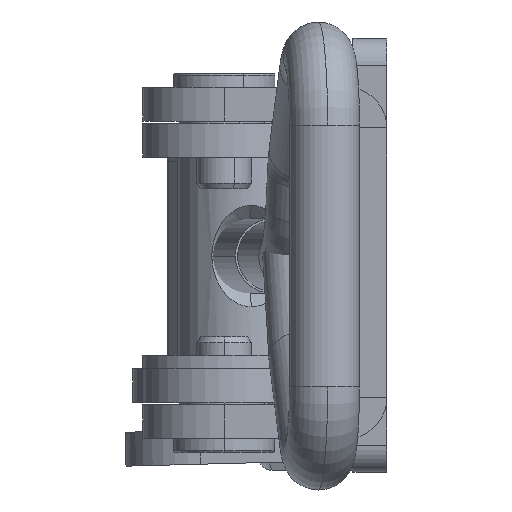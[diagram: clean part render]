
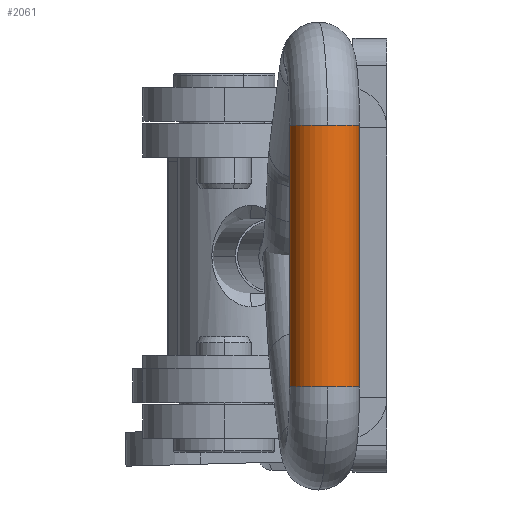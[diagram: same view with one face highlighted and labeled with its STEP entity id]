
A CAD part, left-side view. The second image highlights one B-rep face of the part: STEP entity #2061.
In plain terms, the highlighted cylindrical face has radius 2.59 mm (diameter 5.18 mm), a partial arc.
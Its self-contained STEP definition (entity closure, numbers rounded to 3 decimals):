
#191 = CIRCLE ( 'NONE', #7225, 2.59 ) ;
#243 = EDGE_CURVE ( 'NONE', #7295, #4640, #6773, .T. ) ;
#453 = DIRECTION ( 'NONE',  ( 0., 0., 1. ) ) ;
#476 = CARTESIAN_POINT ( 'NONE',  ( 9.65, 77.41, 2.59 ) ) ;
#735 = CARTESIAN_POINT ( 'NONE',  ( -9.65, 77.41, 2.59 ) ) ;
#890 = VERTEX_POINT ( 'NONE', #5498 ) ;
#911 = LINE ( 'NONE', #913, #5669 ) ;
#913 = CARTESIAN_POINT ( 'NONE',  ( 9.65, 77.41, -2.59 ) ) ;
#946 = CIRCLE ( 'NONE', #6156, 2.59 ) ;
#1009 = CARTESIAN_POINT ( 'NONE',  ( 9.65, 77.41, 0. ) ) ;
#1092 = ORIENTED_EDGE ( 'NONE', *, *, #7877, .F. ) ;
#1243 = DIRECTION ( 'NONE',  ( -1., 0., 0. ) ) ;
#1437 = ORIENTED_EDGE ( 'NONE', *, *, #3556, .F. ) ;
#1674 = AXIS2_PLACEMENT_3D ( 'NONE', #2640, #7335, #3328 ) ;
#1678 = DIRECTION ( 'NONE',  ( 0., 0., 1. ) ) ;
#1733 = VECTOR ( 'NONE', #8138, 1000. ) ;
#1883 = AXIS2_PLACEMENT_3D ( 'NONE', #3832, #4597, #453 ) ;
#2061 = ADVANCED_FACE ( 'NONE', ( #5147 ), #3167, .T. ) ;
#2130 = CARTESIAN_POINT ( 'NONE',  ( 9.65, 77.41, -2.59 ) ) ;
#2640 = CARTESIAN_POINT ( 'NONE',  ( -9.65, 77.41, 0. ) ) ;
#2755 = AXIS2_PLACEMENT_3D ( 'NONE', #5984, #1243, #4584 ) ;
#2770 = CARTESIAN_POINT ( 'NONE',  ( 9.65, 77.41, 2.59 ) ) ;
#2966 = DIRECTION ( 'NONE',  ( -1., 0., 0. ) ) ;
#3167 = CYLINDRICAL_SURFACE ( 'NONE', #1883, 2.59 ) ;
#3328 = DIRECTION ( 'NONE',  ( 0., 0., 1. ) ) ;
#3439 = DIRECTION ( 'NONE',  ( -1., 0., 0. ) ) ;
#3556 = EDGE_CURVE ( 'NONE', #4640, #890, #7191, .T. ) ;
#3741 = VERTEX_POINT ( 'NONE', #2130 ) ;
#3832 = CARTESIAN_POINT ( 'NONE',  ( 9.65, 77.41, 0. ) ) ;
#4515 = ORIENTED_EDGE ( 'NONE', *, *, #5105, .T. ) ;
#4584 = DIRECTION ( 'NONE',  ( 0., 0., 1. ) ) ;
#4597 = DIRECTION ( 'NONE',  ( -1., 0., 0. ) ) ;
#4640 = VERTEX_POINT ( 'NONE', #5684 ) ;
#5009 = EDGE_CURVE ( 'NONE', #6744, #3741, #191, .T. ) ;
#5105 = EDGE_CURVE ( 'NONE', #7701, #6744, #946, .T. ) ;
#5120 = LINE ( 'NONE', #2770, #1733 ) ;
#5147 = FACE_OUTER_BOUND ( 'NONE', #6691, .T. ) ;
#5498 = CARTESIAN_POINT ( 'NONE',  ( -9.65, 77.41, -2.59 ) ) ;
#5669 = VECTOR ( 'NONE', #2966, 1000. ) ;
#5684 = CARTESIAN_POINT ( 'NONE',  ( -9.65, 80., 0. ) ) ;
#5739 = DIRECTION ( 'NONE',  ( -1., 0., 0. ) ) ;
#5984 = CARTESIAN_POINT ( 'NONE',  ( -9.65, 77.41, 0. ) ) ;
#6152 = ORIENTED_EDGE ( 'NONE', *, *, #243, .F. ) ;
#6156 = AXIS2_PLACEMENT_3D ( 'NONE', #1009, #5739, #1678 ) ;
#6691 = EDGE_LOOP ( 'NONE', ( #4515, #7535, #8067, #1437, #6152, #1092 ) ) ;
#6744 = VERTEX_POINT ( 'NONE', #6754 ) ;
#6754 = CARTESIAN_POINT ( 'NONE',  ( 9.65, 80., 0. ) ) ;
#6773 = CIRCLE ( 'NONE', #2755, 2.59 ) ;
#7191 = CIRCLE ( 'NONE', #1674, 2.59 ) ;
#7225 = AXIS2_PLACEMENT_3D ( 'NONE', #7454, #3439, #8124 ) ;
#7295 = VERTEX_POINT ( 'NONE', #735 ) ;
#7335 = DIRECTION ( 'NONE',  ( -1., 0., 0. ) ) ;
#7454 = CARTESIAN_POINT ( 'NONE',  ( 9.65, 77.41, 0. ) ) ;
#7477 = EDGE_CURVE ( 'NONE', #3741, #890, #911, .T. ) ;
#7535 = ORIENTED_EDGE ( 'NONE', *, *, #5009, .T. ) ;
#7701 = VERTEX_POINT ( 'NONE', #476 ) ;
#7877 = EDGE_CURVE ( 'NONE', #7701, #7295, #5120, .T. ) ;
#8067 = ORIENTED_EDGE ( 'NONE', *, *, #7477, .T. ) ;
#8124 = DIRECTION ( 'NONE',  ( 0., 0., 1. ) ) ;
#8138 = DIRECTION ( 'NONE',  ( -1., 0., 0. ) ) ;
